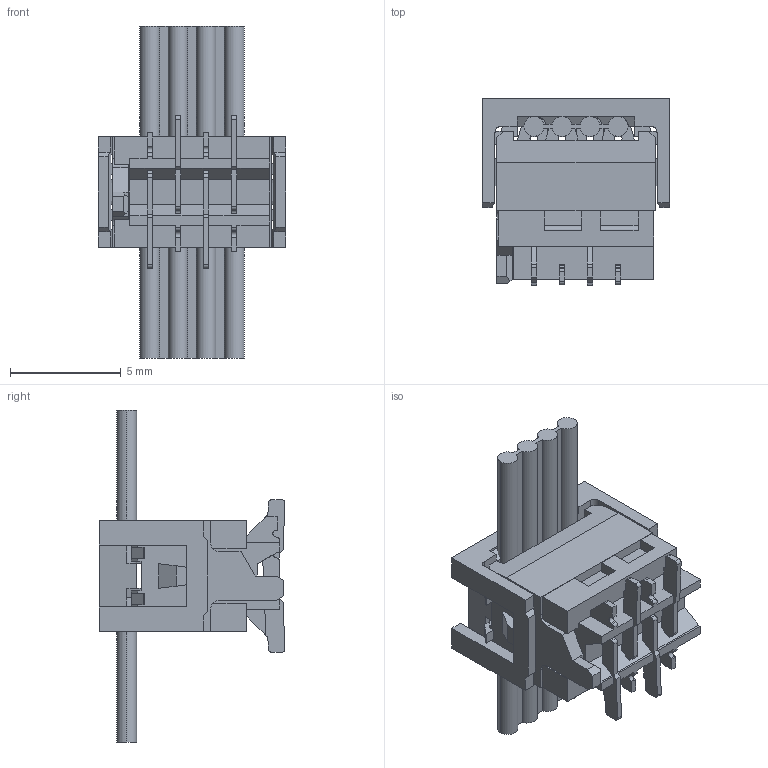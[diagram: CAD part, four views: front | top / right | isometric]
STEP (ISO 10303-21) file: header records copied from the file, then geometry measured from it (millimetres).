
FILE_DESCRIPTION (( 'STEP AP214' ), '1' );
FILE_NAME ('MICROMATCH_SMD_FTE_4P.STEP', '2022-11-28T13:21:21', ( '' ), ( '' ), 'SwSTEP 2.0', 'SolidWorks 2022', '' );
FILE_SCHEMA (( 'AUTOMOTIVE_DESIGN' ));
Length unit declared in the file: millimetre
Products named in the file (4): 3M_3364-12; c-215083-4.step; c-188275-4.stp; MICROMATCH_SMD_FTE_4P
Assembly tree (3 placements, depth 2):
  MICROMATCH_SMD_FTE_4P
    c-188275-4.stp
    c-215083-4.step
    3M_3364-12
Bounding box: 8.46 x 8.4 x 15 mm (x, y, z)
Volume: 280 mm3; surface area: 857.6 mm2
Topology: 3 solids, 3 shells, 556 faces, 1635 edges, 1085 vertices
Faces by surface type: plane 437, cylinder 119
Entity records: 19081 total; most frequent: CARTESIAN_POINT 3982, ORIENTED_EDGE 3270, DIRECTION 2885, EDGE_CURVE 1635, LINE 1357, VECTOR 1357, VERTEX_POINT 1085, AXIS2_PLACEMENT_3D 764
